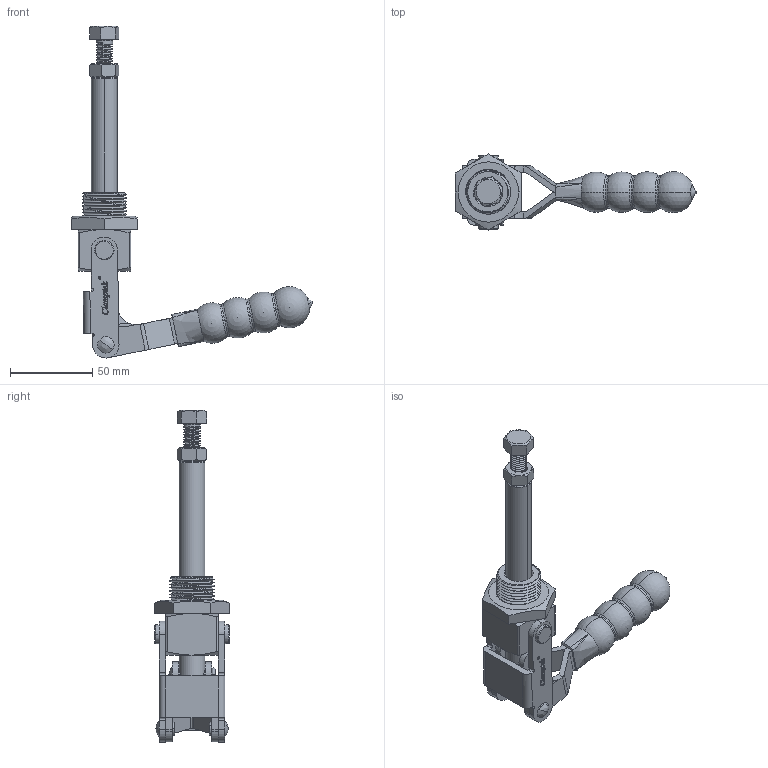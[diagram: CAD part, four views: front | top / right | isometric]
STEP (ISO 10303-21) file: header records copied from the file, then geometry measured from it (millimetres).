
FILE_DESCRIPTION (( 'STEP AP203' ), '1' );
FILE_NAME ('CH-36224M.STEP', '2017-11-26T07:57:09', ( 'Windows' ), ( 'Microsoft' ), 'SwSTEP 2.0', 'SolidWorks 2015', '' );
FILE_SCHEMA (( 'CONFIG_CONTROL_DESIGN' ));
Length unit declared in the file: millimetre
Products named in the file (12): CH-SA-105015 SPINDLE SUPPLIED; CH-36224M-03 HANDLE; 36224忒梟杶; CH-36224M; CH-36224M-07; CH-36224M-08; CH-36224M-06; CH-36224M-01; CH-36224M-05; CH-36224M-02 CREST STALK; M10 Nut; CH-36224M-04 CONNECTING-PLATE
Assembly tree (13 placements, depth 2):
  CH-36224M
    CH-36224M-01
    CH-36224M-02 CREST STALK
    CH-36224M-04 CONNECTING-PLATE
    CH-36224M-03 HANDLE
    CH-36224M-07  x2
    CH-36224M-08
    CH-36224M-06  x2
    CH-36224M-05
    M10 Nut
    CH-SA-105015 SPINDLE SUPPLIED
    36224忒梟杶
Bounding box: 146.55 x 46.19 x 201.78 mm (x, y, z)
Volume: 119098.8 mm3; surface area: 62878.3 mm2
Topology: 14 solids, 14 shells, 778 faces, 2123 edges, 1382 vertices
Faces by surface type: plane 250, cylinder 241, bspline 200, cone 55, torus 22, sphere 10
Entity records: 40377 total; most frequent: CARTESIAN_POINT 22164, ORIENTED_EDGE 4090, DIRECTION 2692, EDGE_CURVE 2045, VERTEX_POINT 1346, LINE 986, VECTOR 986, AXIS2_PLACEMENT_3D 853
